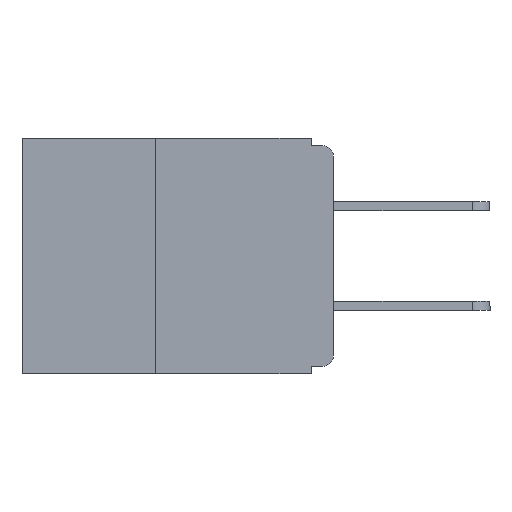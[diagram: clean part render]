
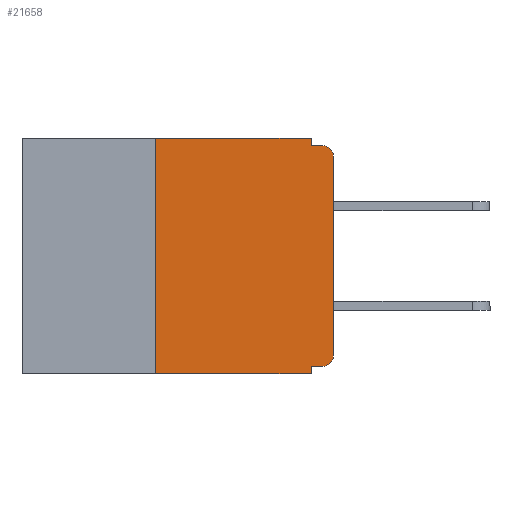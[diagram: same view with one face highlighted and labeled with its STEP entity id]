
A CAD part, left-side view. The second image highlights one B-rep face of the part: STEP entity #21658.
In plain terms, the highlighted planar face has unit normal (-1, 0, 0).
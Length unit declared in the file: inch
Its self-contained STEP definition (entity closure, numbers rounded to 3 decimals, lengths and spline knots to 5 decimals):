
#5 = CARTESIAN_POINT ( 'NONE',  ( 0., 0.031, -0.33 ) ) ;
#98 = LINE ( 'NONE', #959, #11390 ) ;
#347 = CARTESIAN_POINT ( 'NONE',  ( 0., 0.437, 0. ) ) ;
#612 = VERTEX_POINT ( 'NONE', #14977 ) ;
#959 = CARTESIAN_POINT ( 'NONE',  ( 0., 0.25, -0.33 ) ) ;
#1142 = AXIS2_PLACEMENT_3D ( 'NONE', #25583, #28453, #28477 ) ;
#1177 = ORIENTED_EDGE ( 'NONE', *, *, #25334, .T. ) ;
#2290 = CIRCLE ( 'NONE', #5892, 0.015 ) ;
#2516 = EDGE_CURVE ( 'NONE', #21380, #3979, #20644, .T. ) ;
#2541 = LINE ( 'NONE', #24874, #24743 ) ;
#3115 = CARTESIAN_POINT ( 'NONE',  ( 0., 0., 0. ) ) ;
#3132 = VERTEX_POINT ( 'NONE', #10396 ) ;
#3168 = ORIENTED_EDGE ( 'NONE', *, *, #19684, .T. ) ;
#3473 = ORIENTED_EDGE ( 'NONE', *, *, #16008, .F. ) ;
#3641 = CARTESIAN_POINT ( 'NONE',  ( 0., 0.031, 0. ) ) ;
#3735 = DIRECTION ( 'NONE',  ( 0., 0., -1. ) ) ;
#3908 = LINE ( 'NONE', #16571, #26712 ) ;
#3979 = VERTEX_POINT ( 'NONE', #18698 ) ;
#4056 = ORIENTED_EDGE ( 'NONE', *, *, #2516, .T. ) ;
#4472 = VECTOR ( 'NONE', #20059, 39.37008 ) ;
#4701 = FACE_OUTER_BOUND ( 'NONE', #7347, .T. ) ;
#4847 = ORIENTED_EDGE ( 'NONE', *, *, #5573, .F. ) ;
#5412 = ORIENTED_EDGE ( 'NONE', *, *, #15257, .F. ) ;
#5573 = EDGE_CURVE ( 'NONE', #20423, #20180, #13238, .T. ) ;
#5892 = AXIS2_PLACEMENT_3D ( 'NONE', #7667, #23154, #9904 ) ;
#6175 = VECTOR ( 'NONE', #10885, 39.37008 ) ;
#6979 = ORIENTED_EDGE ( 'NONE', *, *, #21192, .F. ) ;
#7335 = VECTOR ( 'NONE', #17375, 39.37008 ) ;
#7347 = EDGE_LOOP ( 'NONE', ( #7664, #4056, #3473, #27884, #13446, #6979, #3168, #5412, #4847, #1177 ) ) ;
#7664 = ORIENTED_EDGE ( 'NONE', *, *, #24819, .T. ) ;
#7667 = CARTESIAN_POINT ( 'NONE',  ( 0., 0.015, -0.305 ) ) ;
#7986 = VERTEX_POINT ( 'NONE', #10321 ) ;
#9712 = LINE ( 'NONE', #3115, #26536 ) ;
#9904 = DIRECTION ( 'NONE',  ( 0., 0., -1. ) ) ;
#10321 = CARTESIAN_POINT ( 'NONE',  ( 0., 0.031, 0. ) ) ;
#10396 = CARTESIAN_POINT ( 'NONE',  ( 0., 0.25, -0.33 ) ) ;
#10705 = CARTESIAN_POINT ( 'NONE',  ( 0., 0., -0.025 ) ) ;
#10885 = DIRECTION ( 'NONE',  ( 0., -1., 0. ) ) ;
#11198 = EDGE_CURVE ( 'NONE', #21932, #7986, #23836, .T. ) ;
#11390 = VECTOR ( 'NONE', #14404, 39.37008 ) ;
#11662 = DIRECTION ( 'NONE',  ( 0., 0., -1. ) ) ;
#11757 = VERTEX_POINT ( 'NONE', #28042 ) ;
#13238 = LINE ( 'NONE', #15188, #7335 ) ;
#13446 = ORIENTED_EDGE ( 'NONE', *, *, #11198, .F. ) ;
#13863 = DIRECTION ( 'NONE',  ( 0., 0., -1. ) ) ;
#14404 = DIRECTION ( 'NONE',  ( 0., 0., 1. ) ) ;
#14977 = CARTESIAN_POINT ( 'NONE',  ( 0., 0., -0.305 ) ) ;
#15188 = CARTESIAN_POINT ( 'NONE',  ( 0., 0., -0.32 ) ) ;
#15257 = EDGE_CURVE ( 'NONE', #20180, #25780, #2541, .T. ) ;
#15589 = CARTESIAN_POINT ( 'NONE',  ( 0., 0.031, -0.32 ) ) ;
#16008 = EDGE_CURVE ( 'NONE', #11757, #3979, #3908, .T. ) ;
#16306 = LINE ( 'NONE', #17821, #4472 ) ;
#16571 = CARTESIAN_POINT ( 'NONE',  ( 0., 0., -0.01 ) ) ;
#17375 = DIRECTION ( 'NONE',  ( 0., 1., 0. ) ) ;
#17531 = CARTESIAN_POINT ( 'NONE',  ( 0., 0.437, 0. ) ) ;
#17821 = CARTESIAN_POINT ( 'NONE',  ( 0., 0.437, -0.33 ) ) ;
#18566 = CARTESIAN_POINT ( 'NONE',  ( 0., 0.015, -0.32 ) ) ;
#18698 = CARTESIAN_POINT ( 'NONE',  ( 0., 0.015, -0.01 ) ) ;
#19580 = VECTOR ( 'NONE', #3735, 39.37008 ) ;
#19684 = EDGE_CURVE ( 'NONE', #3132, #25780, #16306, .T. ) ;
#20059 = DIRECTION ( 'NONE',  ( 0., -1., 0. ) ) ;
#20180 = VERTEX_POINT ( 'NONE', #15589 ) ;
#20423 = VERTEX_POINT ( 'NONE', #18566 ) ;
#20644 = CIRCLE ( 'NONE', #1142, 0.015 ) ;
#21192 = EDGE_CURVE ( 'NONE', #3132, #21932, #98, .T. ) ;
#21380 = VERTEX_POINT ( 'NONE', #10705 ) ;
#21658 = ADVANCED_FACE ( 'NONE', ( #4701 ), #22694, .F. ) ;
#21932 = VERTEX_POINT ( 'NONE', #25745 ) ;
#22675 = EDGE_CURVE ( 'NONE', #7986, #11757, #23376, .T. ) ;
#22694 = PLANE ( 'NONE',  #26467 ) ;
#23154 = DIRECTION ( 'NONE',  ( -1., 0., 0. ) ) ;
#23376 = LINE ( 'NONE', #3641, #19580 ) ;
#23836 = LINE ( 'NONE', #17531, #6175 ) ;
#24743 = VECTOR ( 'NONE', #13863, 39.37008 ) ;
#24816 = DIRECTION ( 'NONE',  ( 1., 0., 0. ) ) ;
#24819 = EDGE_CURVE ( 'NONE', #612, #21380, #9712, .T. ) ;
#24874 = CARTESIAN_POINT ( 'NONE',  ( 0., 0.031, -0.33 ) ) ;
#25100 = DIRECTION ( 'NONE',  ( 0., 0., 1. ) ) ;
#25334 = EDGE_CURVE ( 'NONE', #20423, #612, #2290, .T. ) ;
#25583 = CARTESIAN_POINT ( 'NONE',  ( 0., 0.015, -0.025 ) ) ;
#25745 = CARTESIAN_POINT ( 'NONE',  ( 0., 0.25, 0. ) ) ;
#25776 = DIRECTION ( 'NONE',  ( 0., -1., 0. ) ) ;
#25780 = VERTEX_POINT ( 'NONE', #5 ) ;
#26467 = AXIS2_PLACEMENT_3D ( 'NONE', #347, #24816, #11662 ) ;
#26536 = VECTOR ( 'NONE', #25100, 39.37008 ) ;
#26712 = VECTOR ( 'NONE', #25776, 39.37008 ) ;
#27884 = ORIENTED_EDGE ( 'NONE', *, *, #22675, .F. ) ;
#28042 = CARTESIAN_POINT ( 'NONE',  ( 0., 0.031, -0.01 ) ) ;
#28453 = DIRECTION ( 'NONE',  ( -1., 0., 0. ) ) ;
#28477 = DIRECTION ( 'NONE',  ( 0., 0., -1. ) ) ;
